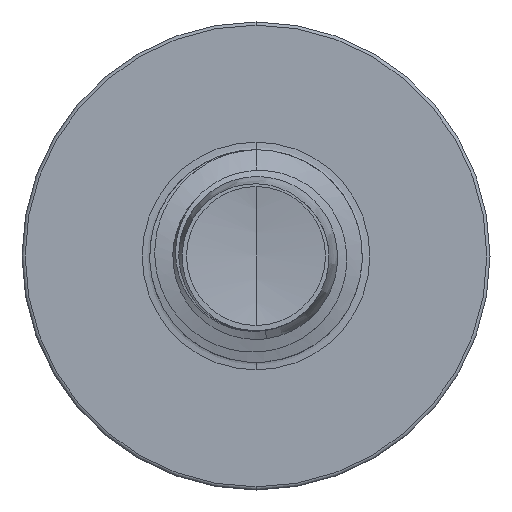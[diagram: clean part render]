
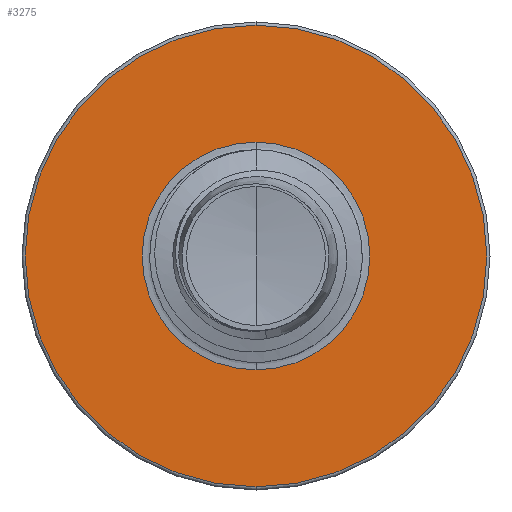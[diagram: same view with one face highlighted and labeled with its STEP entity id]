
A CAD part, front view. The second image highlights one B-rep face of the part: STEP entity #3275.
In plain terms, the highlighted planar face has unit normal (0, -1, 0).
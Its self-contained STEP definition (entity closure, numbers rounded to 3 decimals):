
#288 = FACE_BOUND ( 'NONE', #15714, .T. ) ;
#634 = ORIENTED_EDGE ( 'NONE', *, *, #18245, .F. ) ;
#859 = DIRECTION ( 'NONE',  ( 0., 0., 1. ) ) ;
#893 = CARTESIAN_POINT ( 'NONE',  ( 0., 7., -2.677 ) ) ;
#921 = FACE_OUTER_BOUND ( 'NONE', #7300, .T. ) ;
#937 = PLANE ( 'NONE',  #8053 ) ;
#1128 = CARTESIAN_POINT ( 'NONE',  ( 0., 7., 5.425 ) ) ;
#1209 = DIRECTION ( 'NONE',  ( 0., 1., 0. ) ) ;
#2745 = EDGE_CURVE ( 'NONE', #7869, #18755, #9036, .T. ) ;
#3211 = DIRECTION ( 'NONE',  ( 0., 1., 0. ) ) ;
#3275 = ADVANCED_FACE ( 'NONE', ( #921, #288 ), #937, .F. ) ;
#3633 = AXIS2_PLACEMENT_3D ( 'NONE', #13274, #3211, #14567 ) ;
#5649 = CIRCLE ( 'NONE', #3633, 2.677 ) ;
#6150 = ORIENTED_EDGE ( 'NONE', *, *, #15912, .T. ) ;
#6641 = CARTESIAN_POINT ( 'NONE',  ( 0., 7., 0. ) ) ;
#7300 = EDGE_LOOP ( 'NONE', ( #17181, #634 ) ) ;
#7869 = VERTEX_POINT ( 'NONE', #1128 ) ;
#8053 = AXIS2_PLACEMENT_3D ( 'NONE', #893, #1209, #859 ) ;
#8408 = DIRECTION ( 'NONE',  ( 0., 0., 1. ) ) ;
#9036 = CIRCLE ( 'NONE', #18621, 5.425 ) ;
#9519 = CARTESIAN_POINT ( 'NONE',  ( 0., 7., 0. ) ) ;
#9613 = DIRECTION ( 'NONE',  ( 0., 1., 0. ) ) ;
#9727 = DIRECTION ( 'NONE',  ( 0., 0., 1. ) ) ;
#10349 = VERTEX_POINT ( 'NONE', #17026 ) ;
#10559 = ORIENTED_EDGE ( 'NONE', *, *, #18063, .T. ) ;
#10849 = CARTESIAN_POINT ( 'NONE',  ( 0., 7., 0. ) ) ;
#12364 = DIRECTION ( 'NONE',  ( 0., 0., 1. ) ) ;
#13274 = CARTESIAN_POINT ( 'NONE',  ( 0., 7., 0. ) ) ;
#13311 = VERTEX_POINT ( 'NONE', #13840 ) ;
#13566 = AXIS2_PLACEMENT_3D ( 'NONE', #10849, #18756, #12364 ) ;
#13840 = CARTESIAN_POINT ( 'NONE',  ( 0., 7., 2.677 ) ) ;
#13957 = AXIS2_PLACEMENT_3D ( 'NONE', #6641, #16772, #8408 ) ;
#14567 = DIRECTION ( 'NONE',  ( 0., 0., 1. ) ) ;
#15714 = EDGE_LOOP ( 'NONE', ( #6150, #10559 ) ) ;
#15912 = EDGE_CURVE ( 'NONE', #13311, #10349, #16933, .T. ) ;
#16200 = CARTESIAN_POINT ( 'NONE',  ( 0., 7., -5.425 ) ) ;
#16207 = CIRCLE ( 'NONE', #13566, 5.425 ) ;
#16772 = DIRECTION ( 'NONE',  ( 0., 1., 0. ) ) ;
#16933 = CIRCLE ( 'NONE', #13957, 2.677 ) ;
#17026 = CARTESIAN_POINT ( 'NONE',  ( 0., 7., -2.677 ) ) ;
#17181 = ORIENTED_EDGE ( 'NONE', *, *, #2745, .F. ) ;
#18063 = EDGE_CURVE ( 'NONE', #10349, #13311, #5649, .T. ) ;
#18245 = EDGE_CURVE ( 'NONE', #18755, #7869, #16207, .T. ) ;
#18621 = AXIS2_PLACEMENT_3D ( 'NONE', #9519, #9613, #9727 ) ;
#18755 = VERTEX_POINT ( 'NONE', #16200 ) ;
#18756 = DIRECTION ( 'NONE',  ( 0., 1., 0. ) ) ;
